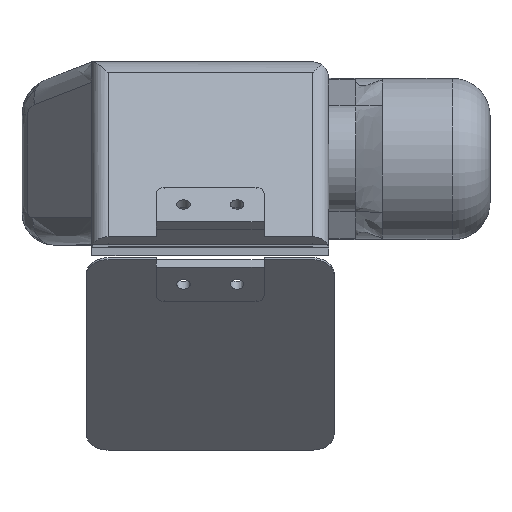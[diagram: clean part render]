
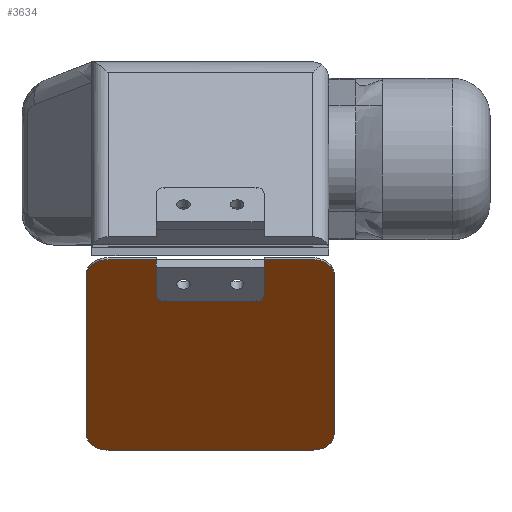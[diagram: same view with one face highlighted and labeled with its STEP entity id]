
A CAD part, top view. The second image highlights one B-rep face of the part: STEP entity #3634.
In plain terms, the highlighted planar face has unit normal (0, -0.707, 0.707).
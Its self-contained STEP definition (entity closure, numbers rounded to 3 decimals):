
#232=CIRCLE('',#3997,4.);
#238=CIRCLE('',#4006,4.);
#239=CIRCLE('',#4009,4.);
#240=CIRCLE('',#4012,4.);
#241=CIRCLE('',#4016,1.5);
#242=CIRCLE('',#4019,1.5);
#601=FACE_OUTER_BOUND('',#860,.T.);
#860=EDGE_LOOP('',(#3264,#3265,#3266,#3267,#3268,#3269,#3270,#3271,#3272,
#3273,#3274,#3275,#3276,#3277));
#1126=LINE('',#6901,#1423);
#1136=LINE('',#6933,#1433);
#1139=LINE('',#6941,#1436);
#1142=LINE('',#6949,#1439);
#1143=LINE('',#6952,#1440);
#1146=LINE('',#6960,#1443);
#1149=LINE('',#6968,#1446);
#1151=LINE('',#6971,#1448);
#1423=VECTOR('',#4958,10.);
#1433=VECTOR('',#4986,10.);
#1436=VECTOR('',#4995,10.);
#1439=VECTOR('',#5004,10.);
#1440=VECTOR('',#5007,10.);
#1443=VECTOR('',#5016,10.);
#1446=VECTOR('',#5025,10.);
#1448=VECTOR('',#5029,10.);
#1754=VERTEX_POINT('',#6891);
#1755=VERTEX_POINT('',#6893);
#1757=VERTEX_POINT('',#6899);
#1769=VERTEX_POINT('',#6927);
#1770=VERTEX_POINT('',#6931);
#1771=VERTEX_POINT('',#6935);
#1772=VERTEX_POINT('',#6937);
#1773=VERTEX_POINT('',#6943);
#1774=VERTEX_POINT('',#6947);
#1775=VERTEX_POINT('',#6951);
#1776=VERTEX_POINT('',#6955);
#1777=VERTEX_POINT('',#6959);
#1778=VERTEX_POINT('',#6963);
#1779=VERTEX_POINT('',#6967);
#2242=EDGE_CURVE('',#1754,#1755,#232,.T.);
#2246=EDGE_CURVE('',#1754,#1757,#1126,.T.);
#2260=EDGE_CURVE('',#1769,#1757,#238,.T.);
#2262=EDGE_CURVE('',#1769,#1770,#1136,.T.);
#2264=EDGE_CURVE('',#1771,#1772,#239,.T.);
#2266=EDGE_CURVE('',#1771,#1755,#1139,.T.);
#2268=EDGE_CURVE('',#1773,#1770,#240,.T.);
#2270=EDGE_CURVE('',#1773,#1774,#1142,.T.);
#2271=EDGE_CURVE('',#1774,#1775,#1143,.T.);
#2273=EDGE_CURVE('',#1775,#1776,#241,.T.);
#2275=EDGE_CURVE('',#1776,#1777,#1146,.T.);
#2277=EDGE_CURVE('',#1777,#1778,#242,.T.);
#2279=EDGE_CURVE('',#1778,#1779,#1149,.T.);
#2281=EDGE_CURVE('',#1779,#1772,#1151,.T.);
#3264=ORIENTED_EDGE('',*,*,#2242,.F.);
#3265=ORIENTED_EDGE('',*,*,#2246,.T.);
#3266=ORIENTED_EDGE('',*,*,#2260,.F.);
#3267=ORIENTED_EDGE('',*,*,#2262,.T.);
#3268=ORIENTED_EDGE('',*,*,#2268,.F.);
#3269=ORIENTED_EDGE('',*,*,#2270,.T.);
#3270=ORIENTED_EDGE('',*,*,#2271,.T.);
#3271=ORIENTED_EDGE('',*,*,#2273,.T.);
#3272=ORIENTED_EDGE('',*,*,#2275,.T.);
#3273=ORIENTED_EDGE('',*,*,#2277,.T.);
#3274=ORIENTED_EDGE('',*,*,#2279,.T.);
#3275=ORIENTED_EDGE('',*,*,#2281,.T.);
#3276=ORIENTED_EDGE('',*,*,#2264,.F.);
#3277=ORIENTED_EDGE('',*,*,#2266,.T.);
#3426=PLANE('',#4022);
#3634=ADVANCED_FACE('',(#601),#3426,.F.);
#3997=AXIS2_PLACEMENT_3D('',#6894,#4951,#4952);
#4006=AXIS2_PLACEMENT_3D('',#6929,#4981,#4982);
#4009=AXIS2_PLACEMENT_3D('',#6938,#4990,#4991);
#4012=AXIS2_PLACEMENT_3D('',#6945,#4999,#5000);
#4016=AXIS2_PLACEMENT_3D('',#6956,#5011,#5012);
#4019=AXIS2_PLACEMENT_3D('',#6964,#5020,#5021);
#4022=AXIS2_PLACEMENT_3D('',#6972,#5030,#5031);
#4951=DIRECTION('center_axis',(0.,0.707,-0.707));
#4952=DIRECTION('ref_axis',(-0.707,-0.5,-0.5));
#4958=DIRECTION('',(1.,0.,0.));
#4981=DIRECTION('center_axis',(0.,0.707,-0.707));
#4982=DIRECTION('ref_axis',(0.707,-0.5,-0.5));
#4986=DIRECTION('',(0.,0.707,0.707));
#4990=DIRECTION('center_axis',(0.,0.707,-0.707));
#4991=DIRECTION('ref_axis',(-0.707,0.5,0.5));
#4995=DIRECTION('',(0.,-0.707,-0.707));
#4999=DIRECTION('center_axis',(0.,0.707,-0.707));
#5000=DIRECTION('ref_axis',(0.707,0.5,0.5));
#5004=DIRECTION('',(-1.,0.,0.));
#5007=DIRECTION('',(0.,-0.707,-0.707));
#5011=DIRECTION('center_axis',(0.,0.707,-0.707));
#5012=DIRECTION('ref_axis',(1.,0.,0.));
#5016=DIRECTION('',(-1.,0.,0.));
#5020=DIRECTION('center_axis',(0.,0.707,
-0.707));
#5021=DIRECTION('ref_axis',(0.,-0.707,-0.707));
#5025=DIRECTION('',(0.,0.707,0.707));
#5029=DIRECTION('',(-1.,0.,0.));
#5030=DIRECTION('center_axis',(0.,0.707,-0.707));
#5031=DIRECTION('ref_axis',(-1.,0.,0.));
#6891=CARTESIAN_POINT('',(-39.,-38.184,49.473));
#6893=CARTESIAN_POINT('',(-43.,-35.355,52.302));
#6894=CARTESIAN_POINT('Origin',(-39.,-35.355,52.302));
#6899=CARTESIAN_POINT('',(-1.,-38.184,49.473));
#6901=CARTESIAN_POINT('',(-43.,-38.184,49.473));
#6927=CARTESIAN_POINT('',(3.,-35.355,52.302));
#6929=CARTESIAN_POINT('Origin',(-1.,-35.355,52.302));
#6931=CARTESIAN_POINT('',(3.,-5.657,82.));
#6933=CARTESIAN_POINT('',(3.,-38.184,49.473));
#6935=CARTESIAN_POINT('',(-43.,-5.657,82.));
#6937=CARTESIAN_POINT('',(-39.,-2.828,84.828));
#6938=CARTESIAN_POINT('Origin',(-39.,-5.657,82.));
#6941=CARTESIAN_POINT('',(-43.,-2.828,84.828));
#6943=CARTESIAN_POINT('',(-1.,-2.828,84.828));
#6945=CARTESIAN_POINT('Origin',(-1.,-5.657,82.));
#6947=CARTESIAN_POINT('',(-10.,-2.828,84.828));
#6949=CARTESIAN_POINT('',(3.,-2.828,84.828));
#6951=CARTESIAN_POINT('',(-10.,-8.132,79.525));
#6952=CARTESIAN_POINT('',(-10.,-2.828,84.828));
#6955=CARTESIAN_POINT('',(-11.5,-9.192,78.464));
#6956=CARTESIAN_POINT('Origin',(-11.5,-8.132,79.525));
#6959=CARTESIAN_POINT('',(-28.5,-9.192,78.464));
#6960=CARTESIAN_POINT('',(-11.5,-9.192,78.464));
#6963=CARTESIAN_POINT('',(-30.,-8.132,79.525));
#6964=CARTESIAN_POINT('Origin',(-28.5,-8.132,79.525));
#6967=CARTESIAN_POINT('',(-30.,-2.828,84.828));
#6968=CARTESIAN_POINT('',(-30.,-8.132,79.525));
#6971=CARTESIAN_POINT('',(-20.,-2.828,84.828));
#6972=CARTESIAN_POINT('Origin',(-20.,-20.506,67.151));
